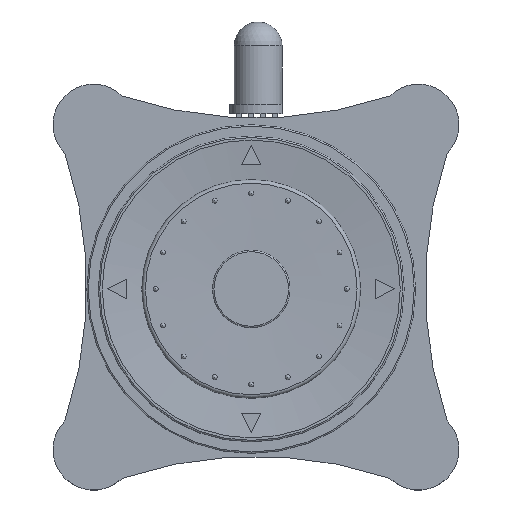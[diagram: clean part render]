
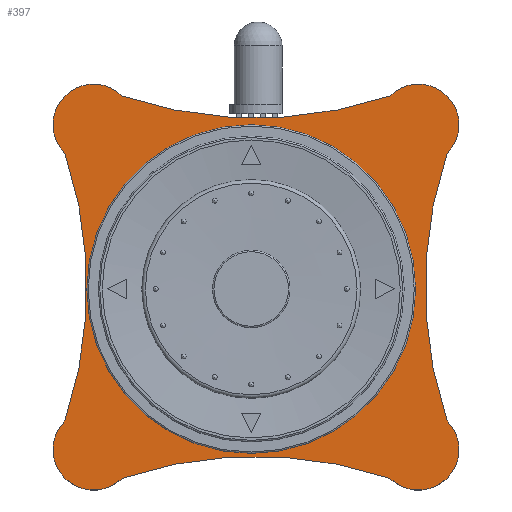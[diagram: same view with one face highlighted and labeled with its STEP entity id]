
A CAD part, top view. The second image highlights one B-rep face of the part: STEP entity #397.
In plain terms, the highlighted planar face has unit normal (0, 0, 1).
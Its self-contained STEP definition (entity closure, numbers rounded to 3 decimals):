
#124 = VERTEX_POINT('',#125);
#125 = CARTESIAN_POINT('',(-20.,-14.,0.411));
#131 = EDGE_CURVE('',#124,#132,#134,.T.);
#132 = VERTEX_POINT('',#133);
#133 = CARTESIAN_POINT('',(-20.,14.,0.411));
#134 = CIRCLE('',#135,43.759);
#135 = AXIS2_PLACEMENT_3D('',#136,#137,#138);
#136 = CARTESIAN_POINT('',(-61.459,0.,0.411)
  );
#137 = DIRECTION('',(0.,0.,1.));
#138 = DIRECTION('',(0.947,-0.32,0.));
#164 = EDGE_CURVE('',#132,#165,#167,.T.);
#165 = VERTEX_POINT('',#166);
#166 = CARTESIAN_POINT('',(-14.,20.,0.411));
#167 = CIRCLE('',#168,4.243);
#168 = AXIS2_PLACEMENT_3D('',#169,#170,#171);
#169 = CARTESIAN_POINT('',(-17.,17.,0.411));
#170 = DIRECTION('',(0.,0.,-1.));
#171 = DIRECTION('',(-0.707,-0.707,0.));
#197 = EDGE_CURVE('',#165,#198,#200,.T.);
#198 = VERTEX_POINT('',#199);
#199 = CARTESIAN_POINT('',(14.,20.,0.411));
#200 = CIRCLE('',#201,43.759);
#201 = AXIS2_PLACEMENT_3D('',#202,#203,#204);
#202 = CARTESIAN_POINT('',(0.,61.459,0.411)
  );
#203 = DIRECTION('',(0.,0.,1.));
#204 = DIRECTION('',(-0.32,-0.947,0.));
#230 = EDGE_CURVE('',#198,#231,#233,.T.);
#231 = VERTEX_POINT('',#232);
#232 = CARTESIAN_POINT('',(20.,14.,0.411));
#233 = CIRCLE('',#234,4.243);
#234 = AXIS2_PLACEMENT_3D('',#235,#236,#237);
#235 = CARTESIAN_POINT('',(17.,17.,0.411));
#236 = DIRECTION('',(0.,0.,-1.));
#237 = DIRECTION('',(-0.707,0.707,0.));
#263 = EDGE_CURVE('',#231,#264,#266,.T.);
#264 = VERTEX_POINT('',#265);
#265 = CARTESIAN_POINT('',(20.,-14.,0.411));
#266 = CIRCLE('',#267,43.759);
#267 = AXIS2_PLACEMENT_3D('',#268,#269,#270);
#268 = CARTESIAN_POINT('',(61.459,0.,0.411)
  );
#269 = DIRECTION('',(0.,0.,1.));
#270 = DIRECTION('',(-0.947,0.32,0.));
#296 = EDGE_CURVE('',#264,#297,#299,.T.);
#297 = VERTEX_POINT('',#298);
#298 = CARTESIAN_POINT('',(14.,-20.,0.411));
#299 = CIRCLE('',#300,4.243);
#300 = AXIS2_PLACEMENT_3D('',#301,#302,#303);
#301 = CARTESIAN_POINT('',(17.,-17.,0.411));
#302 = DIRECTION('',(0.,0.,-1.));
#303 = DIRECTION('',(0.707,0.707,0.));
#329 = EDGE_CURVE('',#297,#330,#332,.T.);
#330 = VERTEX_POINT('',#331);
#331 = CARTESIAN_POINT('',(-14.,-20.,0.411));
#332 = CIRCLE('',#333,43.759);
#333 = AXIS2_PLACEMENT_3D('',#334,#335,#336);
#334 = CARTESIAN_POINT('',(0.,-61.459,0.411)
  );
#335 = DIRECTION('',(0.,0.,1.));
#336 = DIRECTION('',(0.32,0.947,0.));
#362 = EDGE_CURVE('',#330,#124,#363,.T.);
#363 = CIRCLE('',#364,4.243);
#364 = AXIS2_PLACEMENT_3D('',#365,#366,#367);
#365 = CARTESIAN_POINT('',(-17.,-17.,0.411));
#366 = DIRECTION('',(0.,0.,-1.));
#367 = DIRECTION('',(0.707,-0.707,0.));
#397 = ADVANCED_FACE('',(#398),#408,.F.);
#398 = FACE_BOUND('',#399,.F.);
#399 = EDGE_LOOP('',(#400,#401,#402,#403,#404,#405,#406,#407));
#400 = ORIENTED_EDGE('',*,*,#131,.T.);
#401 = ORIENTED_EDGE('',*,*,#164,.T.);
#402 = ORIENTED_EDGE('',*,*,#197,.T.);
#403 = ORIENTED_EDGE('',*,*,#230,.T.);
#404 = ORIENTED_EDGE('',*,*,#263,.T.);
#405 = ORIENTED_EDGE('',*,*,#296,.T.);
#406 = ORIENTED_EDGE('',*,*,#329,.T.);
#407 = ORIENTED_EDGE('',*,*,#362,.T.);
#408 = PLANE('',#409);
#409 = AXIS2_PLACEMENT_3D('',#410,#411,#412);
#410 = CARTESIAN_POINT('',(-20.,-14.,0.411));
#411 = DIRECTION('',(0.,0.,-1.));
#412 = DIRECTION('',(-1.,0.,0.));
